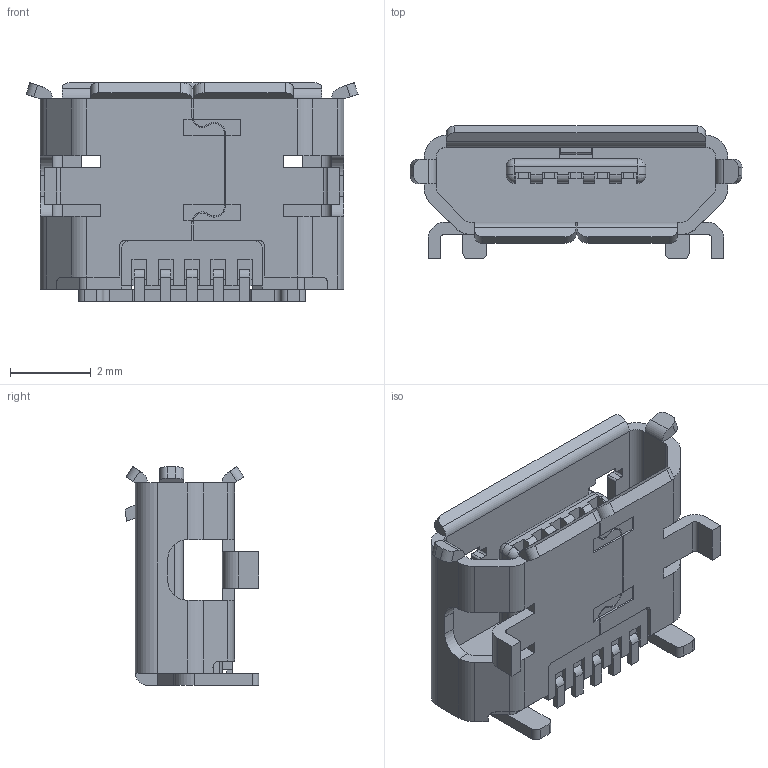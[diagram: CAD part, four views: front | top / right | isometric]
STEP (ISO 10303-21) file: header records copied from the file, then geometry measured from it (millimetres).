
FILE_DESCRIPTION(/* description */ (''),/* implementation_level */ '2;1');
FILE_NAME(/* name */ 'cn1_ipt_2baf62f5.STEP',/* time_stamp */ '2021-11-25T10:11:54-03:00',/* author */ ('Gabriel'),/* organization */ (''),/* preprocessor_version */ 'ST-DEVELOPER v18.1',/* originating_system */ 'Autodesk Inventor 2020',/* authorisation */ '');
FILE_SCHEMA (('AUTOMOTIVE_DESIGN { 1 0 10303 214 3 1 1 }'));
Length unit declared in the file: millimetre
Products named in the file (1): cn1
Bounding box: 8.2 x 3.3 x 5.4 mm (x, y, z)
Volume: 43.1 mm3; surface area: 268.4 mm2
Topology: 12 solids, 12 shells, 487 faces, 1389 edges, 904 vertices
Faces by surface type: plane 357, cylinder 126, sphere 4
Entity records: 15833 total; most frequent: CARTESIAN_POINT 2804, ORIENTED_EDGE 2776, DIRECTION 2622, EDGE_CURVE 1388, LINE 1114, VECTOR 1114, VERTEX_POINT 904, AXIS2_PLACEMENT_3D 754
